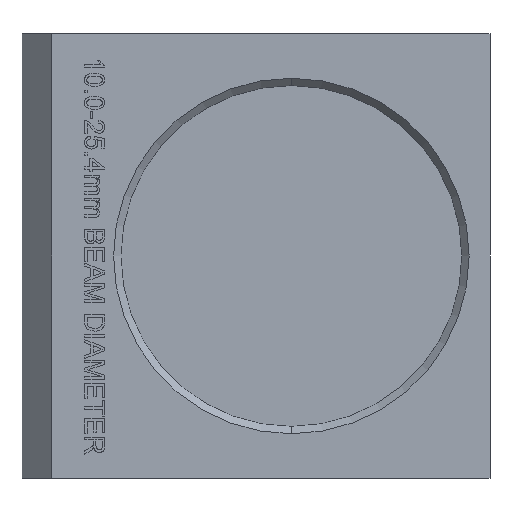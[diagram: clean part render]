
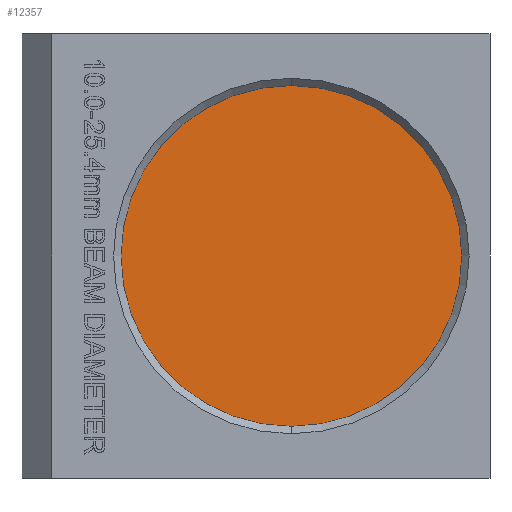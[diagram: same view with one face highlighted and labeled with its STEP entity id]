
A CAD part, left-side view. The second image highlights one B-rep face of the part: STEP entity #12357.
In plain terms, the highlighted planar face has unit normal (-1, 0, 0).
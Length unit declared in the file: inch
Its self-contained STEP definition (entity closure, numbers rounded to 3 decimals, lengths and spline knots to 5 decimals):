
#310 = PLANE ( 'NONE',  #2686 ) ;
#1663 = VERTEX_POINT ( 'NONE', #2870 ) ;
#1791 = FACE_OUTER_BOUND ( 'NONE', #12762, .T. ) ;
#2254 = AXIS2_PLACEMENT_3D ( 'NONE', #14340, #7273, #8535 ) ;
#2424 = EDGE_CURVE ( 'NONE', #1663, #11883, #14642, .T. ) ;
#2450 = DIRECTION ( 'NONE',  ( 0., -1., 0. ) ) ;
#2686 = AXIS2_PLACEMENT_3D ( 'NONE', #13208, #9652, #8558 ) ;
#2870 = CARTESIAN_POINT ( 'NONE',  ( 0.038, 0.59703, 0. ) ) ;
#3582 = CARTESIAN_POINT ( 'NONE',  ( 0.038, -0.151, 0. ) ) ;
#3687 = ORIENTED_EDGE ( 'NONE', *, *, #2424, .T. ) ;
#4456 = CARTESIAN_POINT ( 'NONE',  ( 0.038, -0.89903, 0. ) ) ;
#7251 = EDGE_CURVE ( 'NONE', #11883, #1663, #12885, .T. ) ;
#7273 = DIRECTION ( 'NONE',  ( -1., 0., 0. ) ) ;
#7658 = ORIENTED_EDGE ( 'NONE', *, *, #7251, .T. ) ;
#8167 = DIRECTION ( 'NONE',  ( -1., 0., 0. ) ) ;
#8535 = DIRECTION ( 'NONE',  ( 0., -1., 0. ) ) ;
#8558 = DIRECTION ( 'NONE',  ( 0., 1., 0. ) ) ;
#9652 = DIRECTION ( 'NONE',  ( 1., 0., 0. ) ) ;
#10627 = AXIS2_PLACEMENT_3D ( 'NONE', #3582, #8167, #2450 ) ;
#11883 = VERTEX_POINT ( 'NONE', #4456 ) ;
#12357 = ADVANCED_FACE ( 'NONE', ( #1791 ), #310, .F. ) ;
#12762 = EDGE_LOOP ( 'NONE', ( #7658, #3687 ) ) ;
#12885 = CIRCLE ( 'NONE', #10627, 0.74803 ) ;
#13208 = CARTESIAN_POINT ( 'NONE',  ( 0.038, -0.151, 0. ) ) ;
#14340 = CARTESIAN_POINT ( 'NONE',  ( 0.038, -0.151, 0. ) ) ;
#14642 = CIRCLE ( 'NONE', #2254, 0.74803 ) ;
